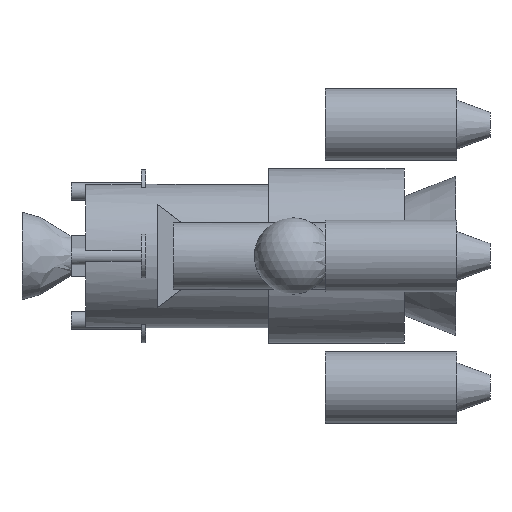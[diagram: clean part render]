
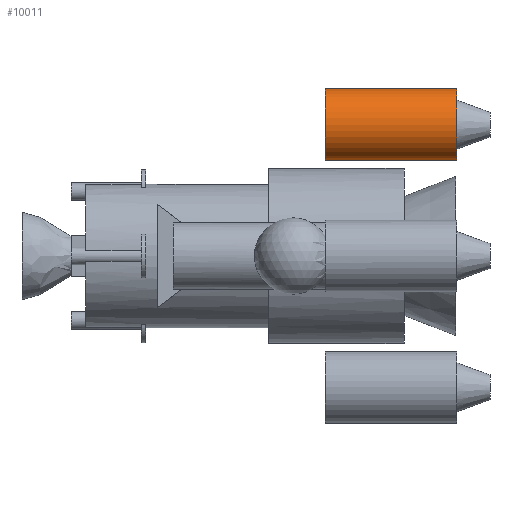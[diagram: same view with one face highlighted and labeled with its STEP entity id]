
A CAD part, front view. The second image highlights one B-rep face of the part: STEP entity #10011.
In plain terms, the highlighted cylindrical face has radius 450000 mm (diameter 900000 mm), a full revolution.
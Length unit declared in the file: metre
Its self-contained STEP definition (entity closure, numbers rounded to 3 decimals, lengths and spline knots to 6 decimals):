
#10011 = ADVANCED_FACE('',(#10012),#10025,.T.);
#10012 = FACE_BOUND('',#10013,.T.);
#10013 = EDGE_LOOP('',(#10014,#10048,#10071,#10098));
#10014 = ORIENTED_EDGE('',*,*,#10015,.F.);
#10015 = EDGE_CURVE('',#10016,#10016,#10018,.T.);
#10016 = VERTEX_POINT('',#10017);
#10017 = CARTESIAN_POINT('',(5460.,0.,1200.));
#10018 = SURFACE_CURVE('',#10019,(#10024,#10036),.PCURVE_S1.);
#10019 = CIRCLE('',#10020,450.);
#10020 = AXIS2_PLACEMENT_3D('',#10021,#10022,#10023);
#10021 = CARTESIAN_POINT('',(5460.,0.,1650.));
#10022 = DIRECTION('',(1.,0.,0.));
#10023 = DIRECTION('',(0.,0.,-1.));
#10024 = PCURVE('',#10025,#10030);
#10025 = CYLINDRICAL_SURFACE('',#10026,450.);
#10026 = AXIS2_PLACEMENT_3D('',#10027,#10028,#10029);
#10027 = CARTESIAN_POINT('',(3810.,0.,1650.));
#10028 = DIRECTION('',(1.,0.,0.));
#10029 = DIRECTION('',(0.,0.,-1.));
#10030 = DEFINITIONAL_REPRESENTATION('',(#10031),#10035);
#10031 = LINE('',#10032,#10033);
#10032 = CARTESIAN_POINT('',(0.,1650.));
#10033 = VECTOR('',#10034,1.);
#10034 = DIRECTION('',(1.,0.));
#10035 = ( GEOMETRIC_REPRESENTATION_CONTEXT(2) 
PARAMETRIC_REPRESENTATION_CONTEXT() REPRESENTATION_CONTEXT('2D SPACE',''
  ) );
#10036 = PCURVE('',#10037,#10042);
#10037 = PLANE('',#10038);
#10038 = AXIS2_PLACEMENT_3D('',#10039,#10040,#10041);
#10039 = CARTESIAN_POINT('',(5460.,0.,1650.));
#10040 = DIRECTION('',(1.,0.,0.));
#10041 = DIRECTION('',(0.,0.,-1.));
#10042 = DEFINITIONAL_REPRESENTATION('',(#10043),#10047);
#10043 = CIRCLE('',#10044,450.);
#10044 = AXIS2_PLACEMENT_2D('',#10045,#10046);
#10045 = CARTESIAN_POINT('',(0.,0.));
#10046 = DIRECTION('',(1.,0.));
#10047 = ( GEOMETRIC_REPRESENTATION_CONTEXT(2) 
PARAMETRIC_REPRESENTATION_CONTEXT() REPRESENTATION_CONTEXT('2D SPACE',''
  ) );
#10048 = ORIENTED_EDGE('',*,*,#10049,.F.);
#10049 = EDGE_CURVE('',#10050,#10016,#10052,.T.);
#10050 = VERTEX_POINT('',#10051);
#10051 = CARTESIAN_POINT('',(3810.,0.,1200.));
#10052 = SEAM_CURVE('',#10053,(#10057,#10064),.PCURVE_S1.);
#10053 = LINE('',#10054,#10055);
#10054 = CARTESIAN_POINT('',(3810.,0.,1200.));
#10055 = VECTOR('',#10056,1.);
#10056 = DIRECTION('',(1.,0.,0.));
#10057 = PCURVE('',#10025,#10058);
#10058 = DEFINITIONAL_REPRESENTATION('',(#10059),#10063);
#10059 = LINE('',#10060,#10061);
#10060 = CARTESIAN_POINT('',(6.283,-0.));
#10061 = VECTOR('',#10062,1.);
#10062 = DIRECTION('',(0.,1.));
#10063 = ( GEOMETRIC_REPRESENTATION_CONTEXT(2) 
PARAMETRIC_REPRESENTATION_CONTEXT() REPRESENTATION_CONTEXT('2D SPACE',''
  ) );
#10064 = PCURVE('',#10025,#10065);
#10065 = DEFINITIONAL_REPRESENTATION('',(#10066),#10070);
#10066 = LINE('',#10067,#10068);
#10067 = CARTESIAN_POINT('',(0.,-0.));
#10068 = VECTOR('',#10069,1.);
#10069 = DIRECTION('',(0.,1.));
#10070 = ( GEOMETRIC_REPRESENTATION_CONTEXT(2) 
PARAMETRIC_REPRESENTATION_CONTEXT() REPRESENTATION_CONTEXT('2D SPACE',''
  ) );
#10071 = ORIENTED_EDGE('',*,*,#10072,.T.);
#10072 = EDGE_CURVE('',#10050,#10050,#10073,.T.);
#10073 = SURFACE_CURVE('',#10074,(#10079,#10086),.PCURVE_S1.);
#10074 = CIRCLE('',#10075,450.);
#10075 = AXIS2_PLACEMENT_3D('',#10076,#10077,#10078);
#10076 = CARTESIAN_POINT('',(3810.,0.,1650.));
#10077 = DIRECTION('',(1.,0.,0.));
#10078 = DIRECTION('',(0.,0.,-1.));
#10079 = PCURVE('',#10025,#10080);
#10080 = DEFINITIONAL_REPRESENTATION('',(#10081),#10085);
#10081 = LINE('',#10082,#10083);
#10082 = CARTESIAN_POINT('',(0.,0.));
#10083 = VECTOR('',#10084,1.);
#10084 = DIRECTION('',(1.,0.));
#10085 = ( GEOMETRIC_REPRESENTATION_CONTEXT(2) 
PARAMETRIC_REPRESENTATION_CONTEXT() REPRESENTATION_CONTEXT('2D SPACE',''
  ) );
#10086 = PCURVE('',#10087,#10092);
#10087 = PLANE('',#10088);
#10088 = AXIS2_PLACEMENT_3D('',#10089,#10090,#10091);
#10089 = CARTESIAN_POINT('',(3810.,0.,1650.));
#10090 = DIRECTION('',(1.,0.,0.));
#10091 = DIRECTION('',(0.,0.,-1.));
#10092 = DEFINITIONAL_REPRESENTATION('',(#10093),#10097);
#10093 = CIRCLE('',#10094,450.);
#10094 = AXIS2_PLACEMENT_2D('',#10095,#10096);
#10095 = CARTESIAN_POINT('',(0.,0.));
#10096 = DIRECTION('',(1.,0.));
#10097 = ( GEOMETRIC_REPRESENTATION_CONTEXT(2) 
PARAMETRIC_REPRESENTATION_CONTEXT() REPRESENTATION_CONTEXT('2D SPACE',''
  ) );
#10098 = ORIENTED_EDGE('',*,*,#10049,.T.);
